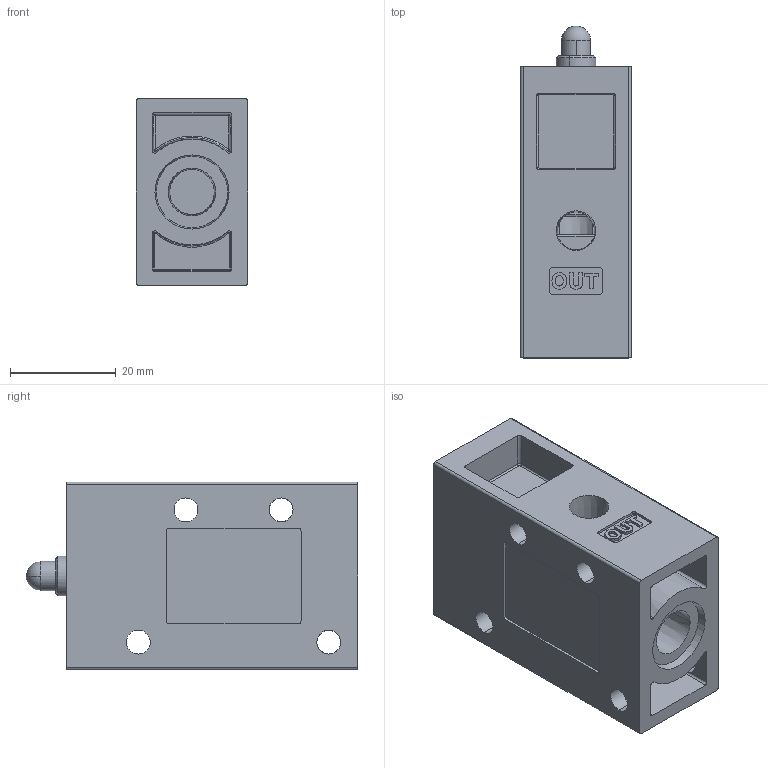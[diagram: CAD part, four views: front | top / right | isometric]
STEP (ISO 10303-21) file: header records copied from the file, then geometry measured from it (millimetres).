
FILE_DESCRIPTION (( 'STEP AP203' ), '1' );
FILE_NAME ('YMV310-PU.STEP', '2013-01-30T02:47:21', ( '' ), ( '' ), 'SwSTEP 2.0', 'SolidWorks 2008', '' );
FILE_SCHEMA (( 'CONFIG_CONTROL_DESIGN' ));
Length unit declared in the file: millimetre
Products named in the file (4): new RLV410 push button(040419); YMV300 Body-4(陛屈); YMV310-PU; new PMV410 push button fix(040412)
Assembly tree (3 placements, depth 2):
  YMV310-PU
    new RLV410 push button(040419)
    new PMV410 push button fix(040412)
    YMV300 Body-4(陛屈)
Bounding box: 21 x 62.7 x 35.5 mm (x, y, z)
Volume: 30207.1 mm3; surface area: 13663.7 mm2
Topology: 3 solids, 3 shells, 362 faces, 932 edges, 588 vertices
Faces by surface type: plane 124, cylinder 96, bspline 82, cone 48, torus 10, sphere 2
Entity records: 15307 total; most frequent: CARTESIAN_POINT 6738, ORIENTED_EDGE 1836, DIRECTION 1475, EDGE_CURVE 918, VERTEX_POINT 588, AXIS2_PLACEMENT_3D 517, LINE 441, VECTOR 441
